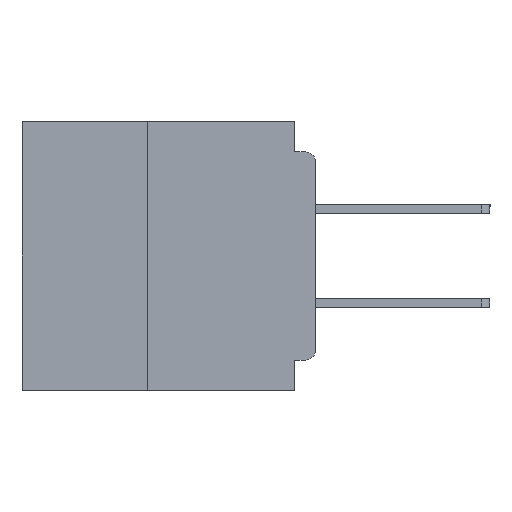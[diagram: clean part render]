
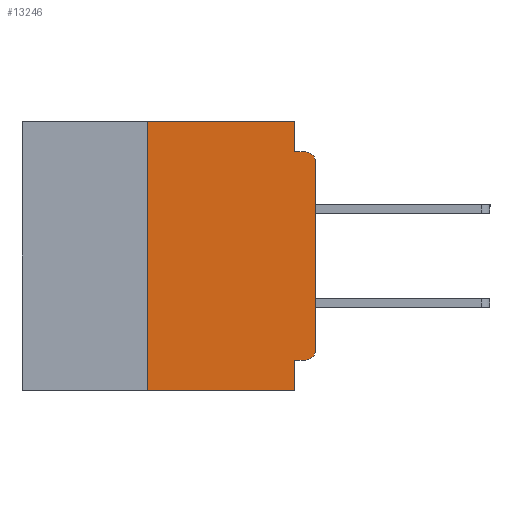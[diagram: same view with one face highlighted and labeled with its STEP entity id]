
A CAD part, left-side view. The second image highlights one B-rep face of the part: STEP entity #13246.
In plain terms, the highlighted planar face has unit normal (-1, 0, 0).
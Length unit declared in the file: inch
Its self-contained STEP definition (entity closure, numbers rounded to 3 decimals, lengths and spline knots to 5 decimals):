
#2972 = CARTESIAN_POINT ( 'NONE',  ( 0., 0.031, -0.045 ) ) ;
#3200 = CARTESIAN_POINT ( 'NONE',  ( 0., 0.437, 0. ) ) ;
#3593 = VERTEX_POINT ( 'NONE', #28847 ) ;
#4333 = LINE ( 'NONE', #6556, #19803 ) ;
#4881 = DIRECTION ( 'NONE',  ( 0., -1., 0. ) ) ;
#4902 = CARTESIAN_POINT ( 'NONE',  ( 0., 0., -0.355 ) ) ;
#4970 = EDGE_CURVE ( 'NONE', #13337, #10100, #24967, .T. ) ;
#5735 = VERTEX_POINT ( 'NONE', #30344 ) ;
#6556 = CARTESIAN_POINT ( 'NONE',  ( 0., 0., 0. ) ) ;
#7321 = VECTOR ( 'NONE', #16425, 39.37008 ) ;
#7327 = CARTESIAN_POINT ( 'NONE',  ( 0., 0., -0.06 ) ) ;
#7917 = EDGE_LOOP ( 'NONE', ( #32633, #32699, #33069, #33206, #33656, #33738, #34191, #34289, #34487, #34546 ) ) ;
#7922 = EDGE_CURVE ( 'NONE', #10100, #22760, #4333, .T. ) ;
#9095 = PLANE ( 'NONE',  #10219 ) ;
#9368 = CARTESIAN_POINT ( 'NONE',  ( 0., 0.25, -0.4 ) ) ;
#10044 = LINE ( 'NONE', #4902, #25396 ) ;
#10100 = VERTEX_POINT ( 'NONE', #28079 ) ;
#10219 = AXIS2_PLACEMENT_3D ( 'NONE', #3200, #12042, #32120 ) ;
#10486 = AXIS2_PLACEMENT_3D ( 'NONE', #28290, #11033, #31156 ) ;
#11033 = DIRECTION ( 'NONE',  ( -1., 0., 0. ) ) ;
#11146 = AXIS2_PLACEMENT_3D ( 'NONE', #26570, #26736, #26450 ) ;
#11383 = EDGE_CURVE ( 'NONE', #18623, #37256, #30371, .T. ) ;
#12042 = DIRECTION ( 'NONE',  ( 1., 0., 0. ) ) ;
#12594 = VECTOR ( 'NONE', #25862, 39.37008 ) ;
#13132 = FACE_OUTER_BOUND ( 'NONE', #7917, .T. ) ;
#13246 = ADVANCED_FACE ( 'NONE', ( #13132 ), #9095, .F. ) ;
#13266 = EDGE_CURVE ( 'NONE', #3593, #18526, #36147, .T. ) ;
#13337 = VERTEX_POINT ( 'NONE', #26770 ) ;
#13765 = CARTESIAN_POINT ( 'NONE',  ( 0., 0.031, -0.355 ) ) ;
#14329 = CARTESIAN_POINT ( 'NONE',  ( 0., 0.031, -0.4 ) ) ;
#15083 = CARTESIAN_POINT ( 'NONE',  ( 0., 0.031, 0. ) ) ;
#15366 = DIRECTION ( 'NONE',  ( 0., 0., 1. ) ) ;
#16425 = DIRECTION ( 'NONE',  ( 0., 0., 1. ) ) ;
#16463 = EDGE_CURVE ( 'NONE', #13337, #22251, #10044, .T. ) ;
#16484 = CARTESIAN_POINT ( 'NONE',  ( 0., 0.437, -0.4 ) ) ;
#16620 = VECTOR ( 'NONE', #4881, 39.37008 ) ;
#16865 = VERTEX_POINT ( 'NONE', #35397 ) ;
#17584 = LINE ( 'NONE', #18464, #33712 ) ;
#18464 = CARTESIAN_POINT ( 'NONE',  ( 0., 0., -0.045 ) ) ;
#18526 = VERTEX_POINT ( 'NONE', #2972 ) ;
#18623 = VERTEX_POINT ( 'NONE', #9368 ) ;
#19361 = VECTOR ( 'NONE', #28121, 39.37008 ) ;
#19602 = EDGE_CURVE ( 'NONE', #18526, #5735, #17584, .T. ) ;
#19803 = VECTOR ( 'NONE', #15366, 39.37008 ) ;
#19955 = EDGE_CURVE ( 'NONE', #22251, #16865, #27913, .T. ) ;
#21007 = CARTESIAN_POINT ( 'NONE',  ( 0., 0.25, 0. ) ) ;
#21380 = DIRECTION ( 'NONE',  ( 0., -1., 0. ) ) ;
#22251 = VERTEX_POINT ( 'NONE', #13765 ) ;
#22474 = CIRCLE ( 'NONE', #10486, 0.015 ) ;
#22760 = VERTEX_POINT ( 'NONE', #7327 ) ;
#24282 = LINE ( 'NONE', #16484, #16620 ) ;
#24967 = CIRCLE ( 'NONE', #11146, 0.015 ) ;
#25241 = CARTESIAN_POINT ( 'NONE',  ( 0., 0.437, 0. ) ) ;
#25396 = VECTOR ( 'NONE', #36375, 39.37008 ) ;
#25862 = DIRECTION ( 'NONE',  ( 0., 0., -1. ) ) ;
#26450 = DIRECTION ( 'NONE',  ( 0., 0., -1. ) ) ;
#26570 = CARTESIAN_POINT ( 'NONE',  ( 0., 0.015, -0.34 ) ) ;
#26736 = DIRECTION ( 'NONE',  ( -1., 0., 0. ) ) ;
#26770 = CARTESIAN_POINT ( 'NONE',  ( 0., 0.015, -0.355 ) ) ;
#27003 = LINE ( 'NONE', #25241, #19361 ) ;
#27913 = LINE ( 'NONE', #14329, #12594 ) ;
#28079 = CARTESIAN_POINT ( 'NONE',  ( 0., 0., -0.34 ) ) ;
#28121 = DIRECTION ( 'NONE',  ( 0., -1., 0. ) ) ;
#28290 = CARTESIAN_POINT ( 'NONE',  ( 0., 0.015, -0.06 ) ) ;
#28736 = VECTOR ( 'NONE', #29426, 39.37008 ) ;
#28847 = CARTESIAN_POINT ( 'NONE',  ( 0., 0.031, 0. ) ) ;
#29426 = DIRECTION ( 'NONE',  ( 0., 0., -1. ) ) ;
#30344 = CARTESIAN_POINT ( 'NONE',  ( 0., 0.015, -0.045 ) ) ;
#30371 = LINE ( 'NONE', #36304, #7321 ) ;
#31156 = DIRECTION ( 'NONE',  ( 0., 0., -1. ) ) ;
#32120 = DIRECTION ( 'NONE',  ( 0., 0., -1. ) ) ;
#32633 = ORIENTED_EDGE ( 'NONE', *, *, #7922, .T. ) ;
#32699 = ORIENTED_EDGE ( 'NONE', *, *, #36993, .T. ) ;
#33069 = ORIENTED_EDGE ( 'NONE', *, *, #19602, .F. ) ;
#33206 = ORIENTED_EDGE ( 'NONE', *, *, #13266, .F. ) ;
#33656 = ORIENTED_EDGE ( 'NONE', *, *, #35820, .F. ) ;
#33712 = VECTOR ( 'NONE', #21380, 39.37008 ) ;
#33738 = ORIENTED_EDGE ( 'NONE', *, *, #11383, .F. ) ;
#34191 = ORIENTED_EDGE ( 'NONE', *, *, #36934, .T. ) ;
#34289 = ORIENTED_EDGE ( 'NONE', *, *, #19955, .F. ) ;
#34487 = ORIENTED_EDGE ( 'NONE', *, *, #16463, .F. ) ;
#34546 = ORIENTED_EDGE ( 'NONE', *, *, #4970, .T. ) ;
#35397 = CARTESIAN_POINT ( 'NONE',  ( 0., 0.031, -0.4 ) ) ;
#35820 = EDGE_CURVE ( 'NONE', #37256, #3593, #27003, .T. ) ;
#36147 = LINE ( 'NONE', #15083, #28736 ) ;
#36304 = CARTESIAN_POINT ( 'NONE',  ( 0., 0.25, -0.4 ) ) ;
#36375 = DIRECTION ( 'NONE',  ( 0., 1., 0. ) ) ;
#36934 = EDGE_CURVE ( 'NONE', #18623, #16865, #24282, .T. ) ;
#36993 = EDGE_CURVE ( 'NONE', #22760, #5735, #22474, .T. ) ;
#37256 = VERTEX_POINT ( 'NONE', #21007 ) ;
